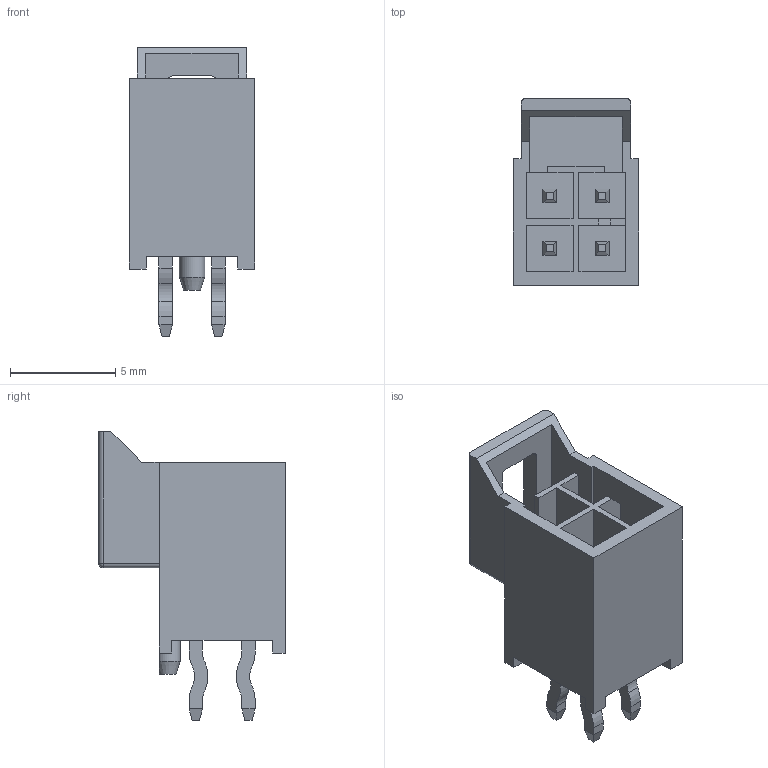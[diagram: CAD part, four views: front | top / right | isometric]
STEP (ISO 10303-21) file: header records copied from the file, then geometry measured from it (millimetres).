
FILE_DESCRIPTION( ( 'STEP AP214' ), '1' );
FILE_NAME( '1053101104.stp', '2021-06-30T05:57:41', ( 'License CC BY-ND 4.0' ), ( 'CADENAS' ), ' ', 'PARTsolutions', ' ' );
FILE_SCHEMA( ( 'AUTOMOTIVE_DESIGN { 1 0 10303 214 1 1 1 1 }' ) );
Length unit declared in the file: millimetre
Products named in the file (2): 1053101104; 1
Assembly tree (1 placements, depth 2):
  1053101104
    1
Bounding box: 5.94 x 8.84 x 13.71 mm (x, y, z)
Volume: 219.6 mm3; surface area: 686.5 mm2
Topology: 1 solids, 1 shells, 174 faces, 454 edges, 289 vertices
Faces by surface type: plane 138, cylinder 33, sphere 2, cone 1
Entity records: 5292 total; most frequent: CARTESIAN_POINT 937, ORIENTED_EDGE 908, DIRECTION 871, EDGE_CURVE 454, LINE 385, VECTOR 385, VERTEX_POINT 289, AXIS2_PLACEMENT_3D 243
